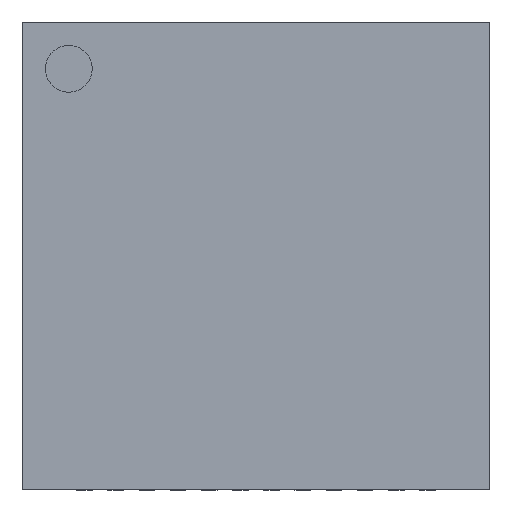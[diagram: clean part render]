
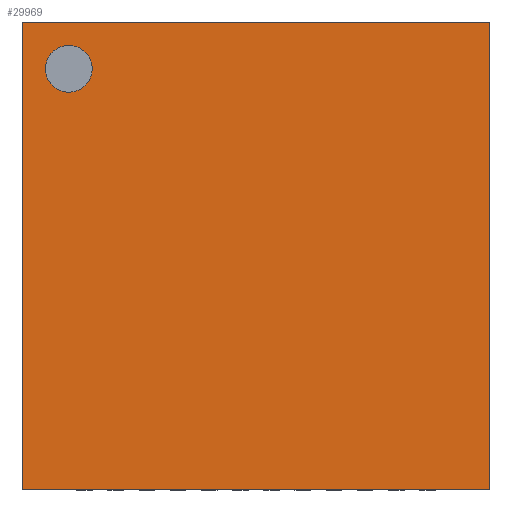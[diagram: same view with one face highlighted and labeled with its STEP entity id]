
A CAD part, top view. The second image highlights one B-rep face of the part: STEP entity #29969.
In plain terms, the highlighted planar face has unit normal (0, 0, 1).
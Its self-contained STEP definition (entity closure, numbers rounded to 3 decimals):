
#1123 = VERTEX_POINT ( 'NONE', #19569 ) ;
#1260 = ORIENTED_EDGE ( 'NONE', *, *, #13825, .T. ) ;
#2515 = CIRCLE ( 'NONE', #26117, 0.3 ) ;
#2591 = DIRECTION ( 'NONE',  ( 0., 0., 1. ) ) ;
#3515 = ORIENTED_EDGE ( 'NONE', *, *, #11953, .T. ) ;
#4894 = CARTESIAN_POINT ( 'NONE',  ( 3., -3., 0.5 ) ) ;
#5065 = PLANE ( 'NONE',  #31071 ) ;
#5854 = DIRECTION ( 'NONE',  ( 0., -1., 0. ) ) ;
#7226 = LINE ( 'NONE', #4894, #20721 ) ;
#7431 = LINE ( 'NONE', #17682, #9568 ) ;
#7600 = CARTESIAN_POINT ( 'NONE',  ( 0., 0., 0.5 ) ) ;
#8137 = DIRECTION ( 'NONE',  ( -1., 0., 0. ) ) ;
#8214 = CARTESIAN_POINT ( 'NONE',  ( -3., -3., 0.5 ) ) ;
#8454 = CARTESIAN_POINT ( 'NONE',  ( -3., 3., 0.5 ) ) ;
#8622 = DIRECTION ( 'NONE',  ( 1., 0., 0. ) ) ;
#9568 = VECTOR ( 'NONE', #27885, 1000. ) ;
#9607 = VERTEX_POINT ( 'NONE', #24003 ) ;
#10318 = DIRECTION ( 'NONE',  ( -1., 0., 0. ) ) ;
#10800 = CARTESIAN_POINT ( 'NONE',  ( 3., -3., 0.5 ) ) ;
#11542 = VECTOR ( 'NONE', #8622, 1000. ) ;
#11953 = EDGE_CURVE ( 'NONE', #19507, #9607, #7226, .T. ) ;
#12613 = FACE_OUTER_BOUND ( 'NONE', #16888, .T. ) ;
#12810 = EDGE_CURVE ( 'NONE', #14887, #32653, #28233, .T. ) ;
#12958 = VERTEX_POINT ( 'NONE', #8454 ) ;
#13825 = EDGE_CURVE ( 'NONE', #12958, #1123, #20992, .T. ) ;
#14887 = VERTEX_POINT ( 'NONE', #15448 ) ;
#15448 = CARTESIAN_POINT ( 'NONE',  ( -2.1, 2.4, 0.5 ) ) ;
#16356 = EDGE_CURVE ( 'NONE', #32653, #14887, #2515, .T. ) ;
#16459 = ORIENTED_EDGE ( 'NONE', *, *, #26840, .T. ) ;
#16725 = EDGE_LOOP ( 'NONE', ( #31853, #23009 ) ) ;
#16888 = EDGE_LOOP ( 'NONE', ( #1260, #16459, #3515, #28367 ) ) ;
#17519 = AXIS2_PLACEMENT_3D ( 'NONE', #20564, #30791, #8137 ) ;
#17682 = CARTESIAN_POINT ( 'NONE',  ( 3., 3., 0.5 ) ) ;
#19507 = VERTEX_POINT ( 'NONE', #28243 ) ;
#19569 = CARTESIAN_POINT ( 'NONE',  ( -3., -3., 0.5 ) ) ;
#20417 = CARTESIAN_POINT ( 'NONE',  ( -2.4, 2.4, 0.5 ) ) ;
#20564 = CARTESIAN_POINT ( 'NONE',  ( -2.4, 2.4, 0.5 ) ) ;
#20721 = VECTOR ( 'NONE', #27879, 1000. ) ;
#20992 = LINE ( 'NONE', #8214, #27646 ) ;
#21167 = EDGE_CURVE ( 'NONE', #9607, #12958, #7431, .T. ) ;
#23009 = ORIENTED_EDGE ( 'NONE', *, *, #12810, .F. ) ;
#24003 = CARTESIAN_POINT ( 'NONE',  ( 3., 3., 0.5 ) ) ;
#25731 = DIRECTION ( 'NONE',  ( 1., 0., 0. ) ) ;
#26117 = AXIS2_PLACEMENT_3D ( 'NONE', #20417, #2591, #10318 ) ;
#26840 = EDGE_CURVE ( 'NONE', #1123, #19507, #31636, .T. ) ;
#27646 = VECTOR ( 'NONE', #5854, 1000. ) ;
#27879 = DIRECTION ( 'NONE',  ( 0., 1., 0. ) ) ;
#27885 = DIRECTION ( 'NONE',  ( -1., 0., 0. ) ) ;
#28048 = FACE_BOUND ( 'NONE', #16725, .T. ) ;
#28233 = CIRCLE ( 'NONE', #17519, 0.3 ) ;
#28243 = CARTESIAN_POINT ( 'NONE',  ( 3., -3., 0.5 ) ) ;
#28367 = ORIENTED_EDGE ( 'NONE', *, *, #21167, .T. ) ;
#29969 = ADVANCED_FACE ( 'NONE', ( #12613, #28048 ), #5065, .T. ) ;
#30791 = DIRECTION ( 'NONE',  ( 0., 0., 1. ) ) ;
#31071 = AXIS2_PLACEMENT_3D ( 'NONE', #7600, #33123, #25731 ) ;
#31340 = CARTESIAN_POINT ( 'NONE',  ( -2.7, 2.4, 0.5 ) ) ;
#31636 = LINE ( 'NONE', #10800, #11542 ) ;
#31853 = ORIENTED_EDGE ( 'NONE', *, *, #16356, .F. ) ;
#32653 = VERTEX_POINT ( 'NONE', #31340 ) ;
#33123 = DIRECTION ( 'NONE',  ( 0., 0., 1. ) ) ;
